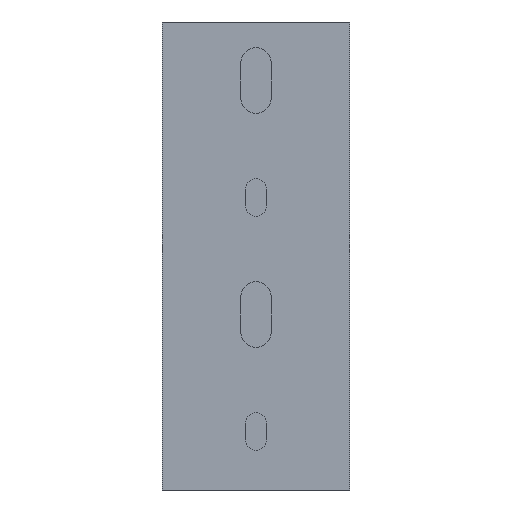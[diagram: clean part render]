
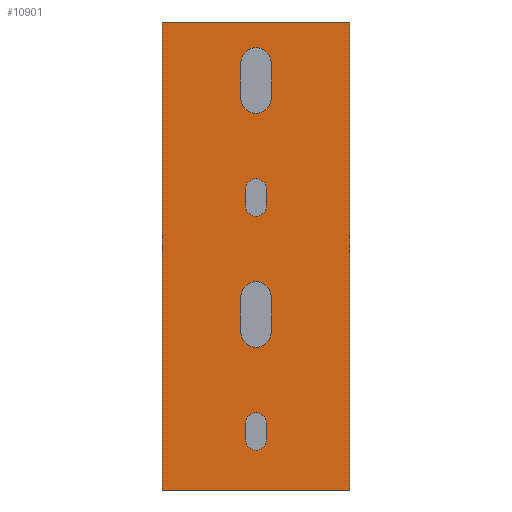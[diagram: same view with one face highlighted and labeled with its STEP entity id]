
A CAD part, front view. The second image highlights one B-rep face of the part: STEP entity #10901.
In plain terms, the highlighted planar face has unit normal (0, -1, 0).
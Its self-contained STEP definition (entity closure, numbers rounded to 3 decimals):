
#266=DIRECTION('',(1.,0.,0.));
#267=VECTOR('',#266,40.);
#268=CARTESIAN_POINT('',(-20.,0.,-50.));
#269=LINE('',#268,#267);
#566=DIRECTION('',(-1.,0.,0.));
#567=VECTOR('',#566,40.);
#568=CARTESIAN_POINT('',(20.,0.,50.));
#569=LINE('',#568,#567);
#4018=DIRECTION('',(0.,0.,1.));
#4019=VECTOR('',#4018,100.);
#4020=CARTESIAN_POINT('',(-20.,0.,-50.));
#4021=LINE('',#4020,#4019);
#4022=DIRECTION('',(0.,0.,-1.));
#4023=VECTOR('',#4022,100.);
#4024=CARTESIAN_POINT('',(20.,0.,50.));
#4025=LINE('',#4024,#4023);
#4026=CARTESIAN_POINT('',(0.,0.,-35.75));
#4027=DIRECTION('',(0.,-1.,0.));
#4028=DIRECTION('',(1.,0.,0.));
#4029=AXIS2_PLACEMENT_3D('',#4026,#4027,#4028);
#4031=DIRECTION('',(0.,0.,-1.));
#4032=VECTOR('',#4031,3.5);
#4033=CARTESIAN_POINT('',(-2.25,0.,-35.75));
#4034=LINE('',#4033,#4032);
#4035=CARTESIAN_POINT('',(0.,0.,-39.25));
#4036=DIRECTION('',(0.,-1.,0.));
#4037=DIRECTION('',(-1.,0.,0.));
#4038=AXIS2_PLACEMENT_3D('',#4035,#4036,#4037);
#4040=DIRECTION('',(0.,0.,1.));
#4041=VECTOR('',#4040,3.5);
#4042=CARTESIAN_POINT('',(2.25,0.,-39.25));
#4043=LINE('',#4042,#4041);
#4044=CARTESIAN_POINT('',(0.,0.,-8.75));
#4045=DIRECTION('',(0.,-1.,0.));
#4046=DIRECTION('',(1.,0.,0.));
#4047=AXIS2_PLACEMENT_3D('',#4044,#4045,#4046);
#4049=DIRECTION('',(0.,0.,-1.));
#4050=VECTOR('',#4049,7.5);
#4051=CARTESIAN_POINT('',(-3.25,0.,-8.75));
#4052=LINE('',#4051,#4050);
#4053=CARTESIAN_POINT('',(0.,0.,-16.25));
#4054=DIRECTION('',(0.,-1.,0.));
#4055=DIRECTION('',(-1.,0.,0.));
#4056=AXIS2_PLACEMENT_3D('',#4053,#4054,#4055);
#4058=DIRECTION('',(0.,0.,1.));
#4059=VECTOR('',#4058,7.5);
#4060=CARTESIAN_POINT('',(3.25,0.,-16.25));
#4061=LINE('',#4060,#4059);
#4062=CARTESIAN_POINT('',(0.,0.,41.25));
#4063=DIRECTION('',(0.,-1.,0.));
#4064=DIRECTION('',(1.,0.,0.));
#4065=AXIS2_PLACEMENT_3D('',#4062,#4063,#4064);
#4067=DIRECTION('',(0.,0.,-1.));
#4068=VECTOR('',#4067,7.5);
#4069=CARTESIAN_POINT('',(-3.25,0.,41.25));
#4070=LINE('',#4069,#4068);
#4071=CARTESIAN_POINT('',(0.,0.,33.75));
#4072=DIRECTION('',(0.,-1.,0.));
#4073=DIRECTION('',(-1.,0.,0.));
#4074=AXIS2_PLACEMENT_3D('',#4071,#4072,#4073);
#4076=DIRECTION('',(0.,0.,1.));
#4077=VECTOR('',#4076,7.5);
#4078=CARTESIAN_POINT('',(3.25,0.,33.75));
#4079=LINE('',#4078,#4077);
#4080=CARTESIAN_POINT('',(0.,0.,14.25));
#4081=DIRECTION('',(0.,-1.,0.));
#4082=DIRECTION('',(1.,0.,0.));
#4083=AXIS2_PLACEMENT_3D('',#4080,#4081,#4082);
#4085=DIRECTION('',(0.,0.,-1.));
#4086=VECTOR('',#4085,3.5);
#4087=CARTESIAN_POINT('',(-2.25,0.,14.25));
#4088=LINE('',#4087,#4086);
#4089=CARTESIAN_POINT('',(0.,0.,10.75));
#4090=DIRECTION('',(0.,-1.,0.));
#4091=DIRECTION('',(-1.,0.,0.));
#4092=AXIS2_PLACEMENT_3D('',#4089,#4090,#4091);
#4094=DIRECTION('',(0.,0.,1.));
#4095=VECTOR('',#4094,3.5);
#4096=CARTESIAN_POINT('',(2.25,0.,10.75));
#4097=LINE('',#4096,#4095);
#4242=CARTESIAN_POINT('',(3.25,0.,41.25));
#4243=CARTESIAN_POINT('',(-3.25,0.,41.25));
#4244=VERTEX_POINT('',#4242);
#4245=VERTEX_POINT('',#4243);
#4246=CARTESIAN_POINT('',(-3.25,0.,33.75));
#4247=VERTEX_POINT('',#4246);
#4248=CARTESIAN_POINT('',(3.25,0.,33.75));
#4249=VERTEX_POINT('',#4248);
#4250=CARTESIAN_POINT('',(2.25,0.,14.25));
#4251=CARTESIAN_POINT('',(-2.25,0.,14.25));
#4252=VERTEX_POINT('',#4250);
#4253=VERTEX_POINT('',#4251);
#4254=CARTESIAN_POINT('',(-2.25,0.,10.75));
#4255=VERTEX_POINT('',#4254);
#4256=CARTESIAN_POINT('',(2.25,0.,10.75));
#4257=VERTEX_POINT('',#4256);
#4274=CARTESIAN_POINT('',(3.25,0.,-8.75));
#4275=CARTESIAN_POINT('',(-3.25,0.,-8.75));
#4276=VERTEX_POINT('',#4274);
#4277=VERTEX_POINT('',#4275);
#4278=CARTESIAN_POINT('',(-3.25,0.,-16.25));
#4279=VERTEX_POINT('',#4278);
#4280=CARTESIAN_POINT('',(3.25,0.,-16.25));
#4281=VERTEX_POINT('',#4280);
#4282=CARTESIAN_POINT('',(2.25,0.,-35.75));
#4283=CARTESIAN_POINT('',(-2.25,0.,-35.75));
#4284=VERTEX_POINT('',#4282);
#4285=VERTEX_POINT('',#4283);
#4286=CARTESIAN_POINT('',(-2.25,0.,-39.25));
#4287=VERTEX_POINT('',#4286);
#4288=CARTESIAN_POINT('',(2.25,0.,-39.25));
#4289=VERTEX_POINT('',#4288);
#4634=CARTESIAN_POINT('',(20.,0.,50.));
#4635=CARTESIAN_POINT('',(20.,0.,-50.));
#4636=VERTEX_POINT('',#4634);
#4637=VERTEX_POINT('',#4635);
#4638=CARTESIAN_POINT('',(-20.,0.,-50.));
#4639=CARTESIAN_POINT('',(-20.,0.,50.));
#4640=VERTEX_POINT('',#4638);
#4641=VERTEX_POINT('',#4639);
#10850=CARTESIAN_POINT('',(-20.,0.,-50.));
#10851=DIRECTION('',(0.,-1.,0.));
#10852=DIRECTION('',(1.,0.,0.));
#10853=AXIS2_PLACEMENT_3D('',#10850,#10851,#10852);
#10854=PLANE('',#10853);
#10855=ORIENTED_EDGE('',*,*,#5563,.F.);
#10856=ORIENTED_EDGE('',*,*,#5721,.T.);
#10857=ORIENTED_EDGE('',*,*,#5959,.F.);
#10858=ORIENTED_EDGE('',*,*,#8453,.T.);
#10859=EDGE_LOOP('',(#10855,#10856,#10857,#10858));
#10860=FACE_OUTER_BOUND('',#10859,.F.);
#10862=ORIENTED_EDGE('',*,*,#10861,.T.);
#10864=ORIENTED_EDGE('',*,*,#10863,.T.);
#10866=ORIENTED_EDGE('',*,*,#10865,.T.);
#10868=ORIENTED_EDGE('',*,*,#10867,.T.);
#10869=EDGE_LOOP('',(#10862,#10864,#10866,#10868));
#10870=FACE_BOUND('',#10869,.F.);
#10872=ORIENTED_EDGE('',*,*,#10871,.T.);
#10874=ORIENTED_EDGE('',*,*,#10873,.T.);
#10876=ORIENTED_EDGE('',*,*,#10875,.T.);
#10878=ORIENTED_EDGE('',*,*,#10877,.T.);
#10879=EDGE_LOOP('',(#10872,#10874,#10876,#10878));
#10880=FACE_BOUND('',#10879,.F.);
#10882=ORIENTED_EDGE('',*,*,#10881,.T.);
#10884=ORIENTED_EDGE('',*,*,#10883,.T.);
#10886=ORIENTED_EDGE('',*,*,#10885,.T.);
#10888=ORIENTED_EDGE('',*,*,#10887,.T.);
#10889=EDGE_LOOP('',(#10882,#10884,#10886,#10888));
#10890=FACE_BOUND('',#10889,.F.);
#10892=ORIENTED_EDGE('',*,*,#10891,.T.);
#10894=ORIENTED_EDGE('',*,*,#10893,.T.);
#10896=ORIENTED_EDGE('',*,*,#10895,.T.);
#10898=ORIENTED_EDGE('',*,*,#10897,.T.);
#10899=EDGE_LOOP('',(#10892,#10894,#10896,#10898));
#10900=FACE_BOUND('',#10899,.F.);
#4030=CIRCLE('',#4029,2.25);
#4039=CIRCLE('',#4038,2.25);
#4048=CIRCLE('',#4047,3.25);
#4057=CIRCLE('',#4056,3.25);
#4066=CIRCLE('',#4065,3.25);
#4075=CIRCLE('',#4074,3.25);
#4084=CIRCLE('',#4083,2.25);
#4093=CIRCLE('',#4092,2.25);
#5563=EDGE_CURVE('',#4640,#4637,#269,.T.);
#5721=EDGE_CURVE('',#4640,#4641,#4021,.T.);
#5959=EDGE_CURVE('',#4636,#4641,#569,.T.);
#8453=EDGE_CURVE('',#4636,#4637,#4025,.T.);
#10861=EDGE_CURVE('',#4284,#4285,#4030,.T.);
#10863=EDGE_CURVE('',#4285,#4287,#4034,.T.);
#10865=EDGE_CURVE('',#4287,#4289,#4039,.T.);
#10867=EDGE_CURVE('',#4289,#4284,#4043,.T.);
#10871=EDGE_CURVE('',#4276,#4277,#4048,.T.);
#10873=EDGE_CURVE('',#4277,#4279,#4052,.T.);
#10875=EDGE_CURVE('',#4279,#4281,#4057,.T.);
#10877=EDGE_CURVE('',#4281,#4276,#4061,.T.);
#10881=EDGE_CURVE('',#4244,#4245,#4066,.T.);
#10883=EDGE_CURVE('',#4245,#4247,#4070,.T.);
#10885=EDGE_CURVE('',#4247,#4249,#4075,.T.);
#10887=EDGE_CURVE('',#4249,#4244,#4079,.T.);
#10891=EDGE_CURVE('',#4252,#4253,#4084,.T.);
#10893=EDGE_CURVE('',#4253,#4255,#4088,.T.);
#10895=EDGE_CURVE('',#4255,#4257,#4093,.T.);
#10897=EDGE_CURVE('',#4257,#4252,#4097,.T.);
#10901=ADVANCED_FACE('',(#10860,#10870,#10880,#10890,#10900),#10854,.T.);
